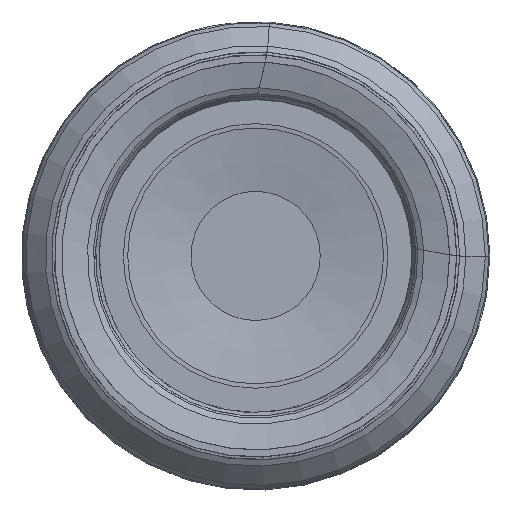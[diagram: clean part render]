
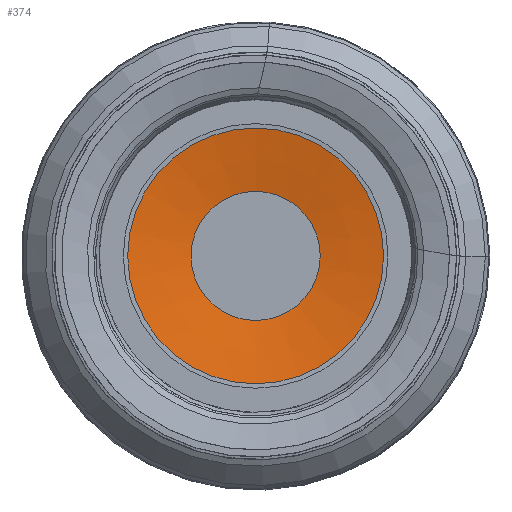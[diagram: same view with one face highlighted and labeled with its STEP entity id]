
A CAD part, left-side view. The second image highlights one B-rep face of the part: STEP entity #374.
In plain terms, the highlighted conical face has half-angle 80 degrees and reference radius 25.069 mm.
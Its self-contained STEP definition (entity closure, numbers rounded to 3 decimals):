
#74=CONICAL_SURFACE('',#2044,25.069,80.);
#77=FACE_BOUND('',#712,.T.);
#78=FACE_BOUND('',#713,.T.);
#374=ADVANCED_FACE('',(#77,#78),#74,.F.);
#712=EDGE_LOOP('',(#1333));
#713=EDGE_LOOP('',(#1334));
#881=CIRCLE('',#2041,12.653);
#882=CIRCLE('',#2043,25.069);
#1333=ORIENTED_EDGE('',*,*,#1713,.F.);
#1334=ORIENTED_EDGE('',*,*,#1714,.T.);
#1478=VERTEX_POINT('',#4216);
#1479=VERTEX_POINT('',#4219);
#1713=EDGE_CURVE('',#1478,#1478,#881,.T.);
#1714=EDGE_CURVE('',#1479,#1479,#882,.T.);
#2041=AXIS2_PLACEMENT_3D('',#4215,#2443,#2444);
#2043=AXIS2_PLACEMENT_3D('',#4218,#2447,#2448);
#2044=AXIS2_PLACEMENT_3D('',#4220,#2449,#2450);
#2443=DIRECTION('',(-1.,0.,0.));
#2444=DIRECTION('',(0.,0.,1.));
#2447=DIRECTION('',(-1.,0.,0.));
#2448=DIRECTION('',(0.,0.,1.));
#2449=DIRECTION('',(-1.,0.,0.));
#2450=DIRECTION('',(0.,0.,1.));
#4215=CARTESIAN_POINT('',(6.665,0.,0.));
#4216=CARTESIAN_POINT('',(6.665,0.,12.653));
#4218=CARTESIAN_POINT('',(4.476,0.,0.));
#4219=CARTESIAN_POINT('',(4.476,0.,25.069));
#4220=CARTESIAN_POINT('',(4.476,0.,0.));
